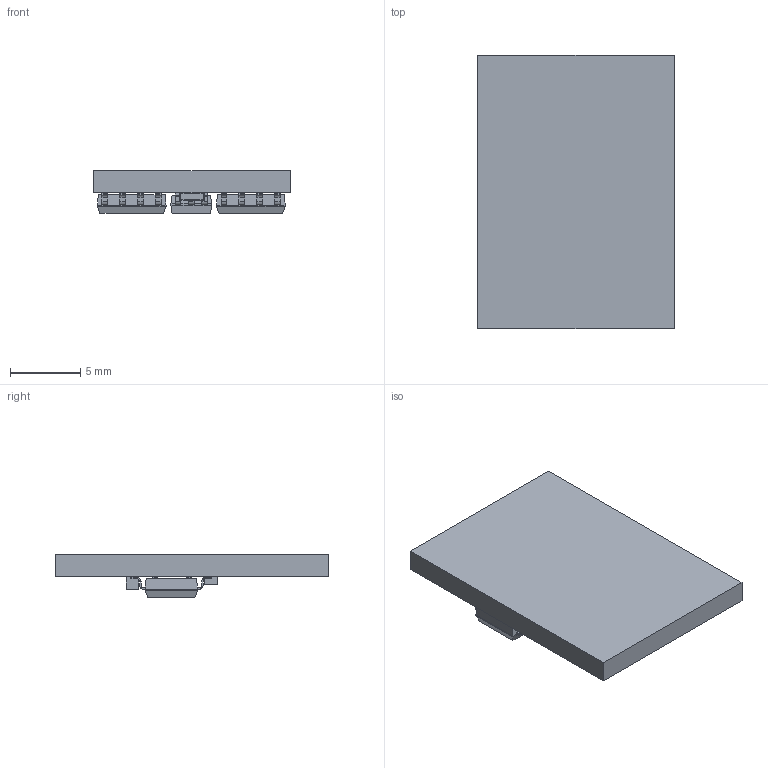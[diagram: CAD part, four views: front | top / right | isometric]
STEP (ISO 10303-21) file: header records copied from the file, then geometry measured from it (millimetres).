
FILE_DESCRIPTION(('Open CASCADE Model'),'2;1');
FILE_NAME('Open CASCADE Shape Model','2022-07-05T21:57:32',('Author'),( 'Open CASCADE'),'Open CASCADE STEP processor 6.8','Open CASCADE 6.8' ,'Unknown');
FILE_SCHEMA(('AUTOMOTIVE_DESIGN { 1 0 10303 214 1 1 1 1 }'));
Length unit declared in the file: millimetre
Products named in the file (1): PCB
Bounding box: 14 x 19.5 x 3.05 mm (x, y, z)
Volume: 434.5 mm3; surface area: 830.9 mm2
Topology: 1 solids, 96 shells, 396 faces, 1314 edges, 1014 vertices
Faces by surface type: plane 302, cylinder 92, sphere 2
Entity records: 14760 total; most frequent: CARTESIAN_POINT 2725, DIRECTION 2302, ORIENTED_EDGE 2098, EDGE_CURVE 1314, LINE 1120, VECTOR 1120, VERTEX_POINT 1014, AXIS2_PLACEMENT_3D 591
